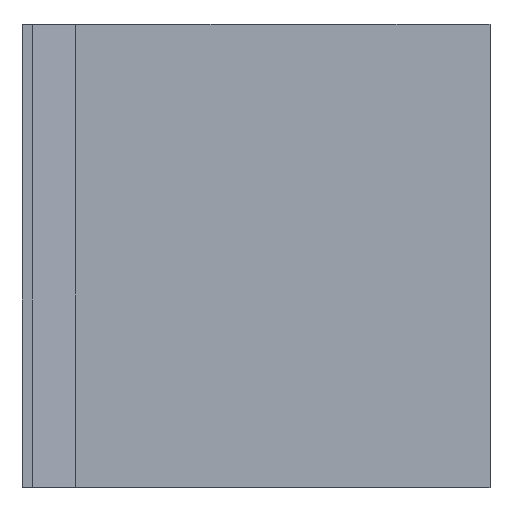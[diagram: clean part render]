
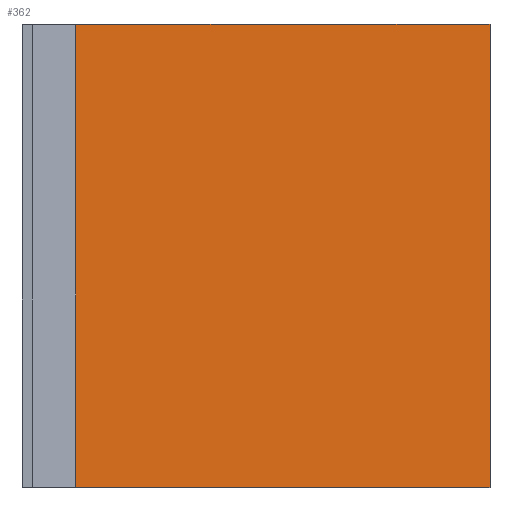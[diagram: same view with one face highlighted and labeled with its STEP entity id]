
A CAD part, top view. The second image highlights one B-rep face of the part: STEP entity #362.
In plain terms, the highlighted planar face has unit normal (0.041, 0, 0.999).
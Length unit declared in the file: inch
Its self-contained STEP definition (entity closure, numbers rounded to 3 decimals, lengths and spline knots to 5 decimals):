
#16=FACE_OUTER_BOUND('',#35,.T.);
#35=EDGE_LOOP('',(#244,#245,#246,#247,#248,#249,#250,#251));
#53=LINE('',#508,#104);
#57=LINE('',#517,#108);
#58=LINE('',#519,#109);
#59=LINE('',#520,#110);
#60=LINE('',#522,#111);
#61=LINE('',#524,#112);
#62=LINE('',#526,#113);
#63=LINE('',#527,#114);
#104=VECTOR('',#417,0.3937);
#108=VECTOR('',#423,0.3937);
#109=VECTOR('',#424,0.3937);
#110=VECTOR('',#425,0.3937);
#111=VECTOR('',#426,0.3937);
#112=VECTOR('',#427,0.3937);
#113=VECTOR('',#428,0.3937);
#114=VECTOR('',#429,0.3937);
#155=VERTEX_POINT('',#506);
#156=VERTEX_POINT('',#507);
#159=VERTEX_POINT('',#515);
#160=VERTEX_POINT('',#516);
#161=VERTEX_POINT('',#518);
#162=VERTEX_POINT('',#521);
#163=VERTEX_POINT('',#523);
#164=VERTEX_POINT('',#525);
#189=EDGE_CURVE('',#155,#156,#53,.T.);
#193=EDGE_CURVE('',#159,#160,#57,.T.);
#194=EDGE_CURVE('',#161,#160,#58,.T.);
#195=EDGE_CURVE('',#161,#156,#59,.F.);
#196=EDGE_CURVE('',#162,#155,#60,.T.);
#197=EDGE_CURVE('',#163,#162,#61,.T.);
#198=EDGE_CURVE('',#163,#164,#62,.F.);
#199=EDGE_CURVE('',#164,#159,#63,.T.);
#244=ORIENTED_EDGE('',*,*,#193,.T.);
#245=ORIENTED_EDGE('',*,*,#194,.F.);
#246=ORIENTED_EDGE('',*,*,#195,.T.);
#247=ORIENTED_EDGE('',*,*,#189,.F.);
#248=ORIENTED_EDGE('',*,*,#196,.F.);
#249=ORIENTED_EDGE('',*,*,#197,.F.);
#250=ORIENTED_EDGE('',*,*,#198,.T.);
#251=ORIENTED_EDGE('',*,*,#199,.T.);
#343=PLANE('',#395);
#362=ADVANCED_FACE('',(#16),#343,.T.);
#395=AXIS2_PLACEMENT_3D('',#514,#421,#422);
#417=DIRECTION('',(0.,-1.,0.));
#421=DIRECTION('center_axis',(0.041,0.,0.999));
#422=DIRECTION('ref_axis',(-0.999,0.,0.041));
#423=DIRECTION('',(0.999,0.,-0.041));
#424=DIRECTION('',(0.,-1.,0.));
#425=DIRECTION('',(0.999,0.,-0.041));
#426=DIRECTION('',(0.999,0.,-0.041));
#427=DIRECTION('',(0.,1.,0.));
#428=DIRECTION('',(0.999,0.,-0.041));
#429=DIRECTION('',(0.,-1.,0.));
#506=CARTESIAN_POINT('',(0.24985,162.62842,-97.2256));
#507=CARTESIAN_POINT('',(0.24985,162.625,-97.2256));
#508=CARTESIAN_POINT('',(0.24985,132.12842,-97.2256));
#514=CARTESIAN_POINT('Origin',(7.,158.5,-97.5));
#515=CARTESIAN_POINT('',(-23.75,128.24995,-96.25));
#516=CARTESIAN_POINT('',(7.,128.24995,-97.5));
#517=CARTESIAN_POINT('',(6.95942,128.24995,-97.49835));
#518=CARTESIAN_POINT('',(7.,162.625,-97.5));
#519=CARTESIAN_POINT('',(7.,158.5,-97.5));
#520=CARTESIAN_POINT('',(-1.69498,162.625,-97.14655));
#521=CARTESIAN_POINT('',(-1.75015,162.62842,-97.1443));
#522=CARTESIAN_POINT('',(0.2554,162.62842,-97.22583));
#523=CARTESIAN_POINT('',(-1.75015,162.625,-97.1443));
#524=CARTESIAN_POINT('',(-1.75015,141.37842,-97.1443));
#525=CARTESIAN_POINT('',(-23.75,162.625,-96.25));
#526=CARTESIAN_POINT('',(-1.69498,162.625,-97.14655));
#527=CARTESIAN_POINT('',(-23.75,158.5,-96.25));
